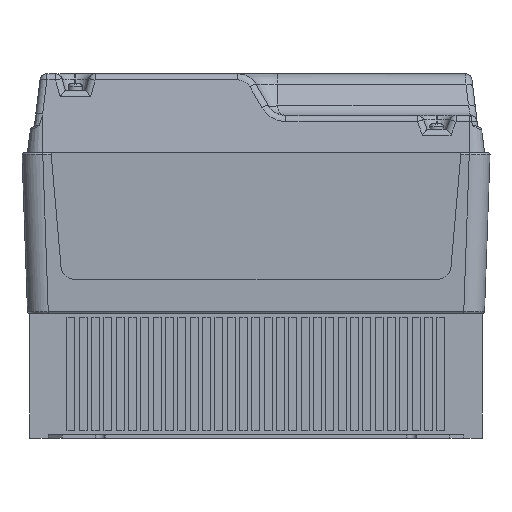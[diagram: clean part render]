
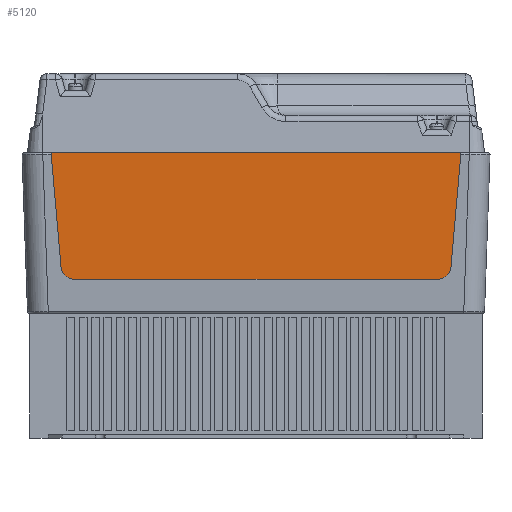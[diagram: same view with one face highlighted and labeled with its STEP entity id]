
A CAD part, front view. The second image highlights one B-rep face of the part: STEP entity #5120.
In plain terms, the highlighted planar face has unit normal (0, -0.999, -0.035).
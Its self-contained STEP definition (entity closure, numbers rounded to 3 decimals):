
#707 = ORIENTED_EDGE ( 'NONE', *, *, #36569, .T. ) ;
#1287 = VECTOR ( 'NONE', #14814, 1000. ) ;
#1502 = LINE ( 'NONE', #22716, #34627 ) ;
#1776 = VERTEX_POINT ( 'NONE', #37172 ) ;
#2936 = VECTOR ( 'NONE', #37361, 1000. ) ;
#3084 = CARTESIAN_POINT ( 'NONE',  ( -130.837, -244.911, 34.7 ) ) ;
#3539 = DIRECTION ( 'NONE',  ( 1., 0., 0. ) ) ;
#3887 = EDGE_CURVE ( 'NONE', #6545, #13944, #1502, .T. ) ;
#4895 = EDGE_CURVE ( 'NONE', #37826, #37402, #25823, .T. ) ;
#5120 = ADVANCED_FACE ( 'NONE', ( #25355 ), #9311, .T. ) ;
#5494 = CARTESIAN_POINT ( 'NONE',  ( 130.837, -244.911, 34.7 ) ) ;
#6058 = ORIENTED_EDGE ( 'NONE', *, *, #34254, .T. ) ;
#6263 = DIRECTION ( 'NONE',  ( 0., 0.035, -0.999 ) ) ;
#6368 = CARTESIAN_POINT ( 'NONE',  ( 140.799, -244.88, 33.829 ) ) ;
#6545 = VERTEX_POINT ( 'NONE', #7925 ) ;
#7925 = CARTESIAN_POINT ( 'NONE',  ( -148.01, -247.757, 116.2 ) ) ;
#8675 = DIRECTION ( 'NONE',  ( 0., 0.035, -0.999 ) ) ;
#9311 = PLANE ( 'NONE',  #41055 ) ;
#9427 = CARTESIAN_POINT ( 'NONE',  ( -130.837, -244.911, 34.7 ) ) ;
#10862 = ORIENTED_EDGE ( 'NONE', *, *, #28164, .T. ) ;
#12002 = CARTESIAN_POINT ( 'NONE',  ( -130.837, -244.562, 24.706 ) ) ;
#12640 = DIRECTION ( 'NONE',  ( 0., 0.035, -0.999 ) ) ;
#13944 = VERTEX_POINT ( 'NONE', #35830 ) ;
#14814 = DIRECTION ( 'NONE',  ( 1., 0., 0. ) ) ;
#15237 = EDGE_CURVE ( 'NONE', #37402, #38508, #30585, .T. ) ;
#15266 = EDGE_LOOP ( 'NONE', ( #10862, #6058, #20098, #19160, #707, #22814 ) ) ;
#15618 = LINE ( 'NONE', #6368, #30727 ) ;
#19160 = ORIENTED_EDGE ( 'NONE', *, *, #15237, .T. ) ;
#20098 = ORIENTED_EDGE ( 'NONE', *, *, #4895, .T. ) ;
#22716 = CARTESIAN_POINT ( 'NONE',  ( 262.576, -247.757, 116.2 ) ) ;
#22814 = ORIENTED_EDGE ( 'NONE', *, *, #3887, .F. ) ;
#22940 = AXIS2_PLACEMENT_3D ( 'NONE', #5494, #27929, #8675 ) ;
#24510 = CARTESIAN_POINT ( 'NONE',  ( 130.837, -244.562, 24.706 ) ) ;
#25355 = FACE_OUTER_BOUND ( 'NONE', #15266, .T. ) ;
#25458 = DIRECTION ( 'NONE',  ( 0., -0.999, -0.035 ) ) ;
#25823 = LINE ( 'NONE', #12002, #1287 ) ;
#27929 = DIRECTION ( 'NONE',  ( 0., -0.999, -0.035 ) ) ;
#28164 = EDGE_CURVE ( 'NONE', #6545, #1776, #36057, .T. ) ;
#29083 = CIRCLE ( 'NONE', #40944, 10. ) ;
#30240 = CARTESIAN_POINT ( 'NONE',  ( -130.837, -244.562, 24.706 ) ) ;
#30585 = CIRCLE ( 'NONE', #22940, 10. ) ;
#30727 = VECTOR ( 'NONE', #32048, 1000. ) ;
#31921 = DIRECTION ( 'NONE',  ( 0., -0.999, -0.035 ) ) ;
#32048 = DIRECTION ( 'NONE',  ( 0.087, -0.035, 0.996 ) ) ;
#34254 = EDGE_CURVE ( 'NONE', #1776, #37826, #29083, .T. ) ;
#34627 = VECTOR ( 'NONE', #3539, 1000. ) ;
#35830 = CARTESIAN_POINT ( 'NONE',  ( 148.01, -247.757, 116.2 ) ) ;
#36057 = LINE ( 'NONE', #40274, #2936 ) ;
#36569 = EDGE_CURVE ( 'NONE', #38508, #13944, #15618, .T. ) ;
#37172 = CARTESIAN_POINT ( 'NONE',  ( -140.799, -244.88, 33.829 ) ) ;
#37361 = DIRECTION ( 'NONE',  ( 0.087, 0.035, -0.996 ) ) ;
#37402 = VERTEX_POINT ( 'NONE', #24510 ) ;
#37826 = VERTEX_POINT ( 'NONE', #30240 ) ;
#38508 = VERTEX_POINT ( 'NONE', #40420 ) ;
#40274 = CARTESIAN_POINT ( 'NONE',  ( -149.902, -248.511, 137.812 ) ) ;
#40420 = CARTESIAN_POINT ( 'NONE',  ( 140.799, -244.88, 33.829 ) ) ;
#40944 = AXIS2_PLACEMENT_3D ( 'NONE', #9427, #31921, #12640 ) ;
#41055 = AXIS2_PLACEMENT_3D ( 'NONE', #3084, #25458, #6263 ) ;
